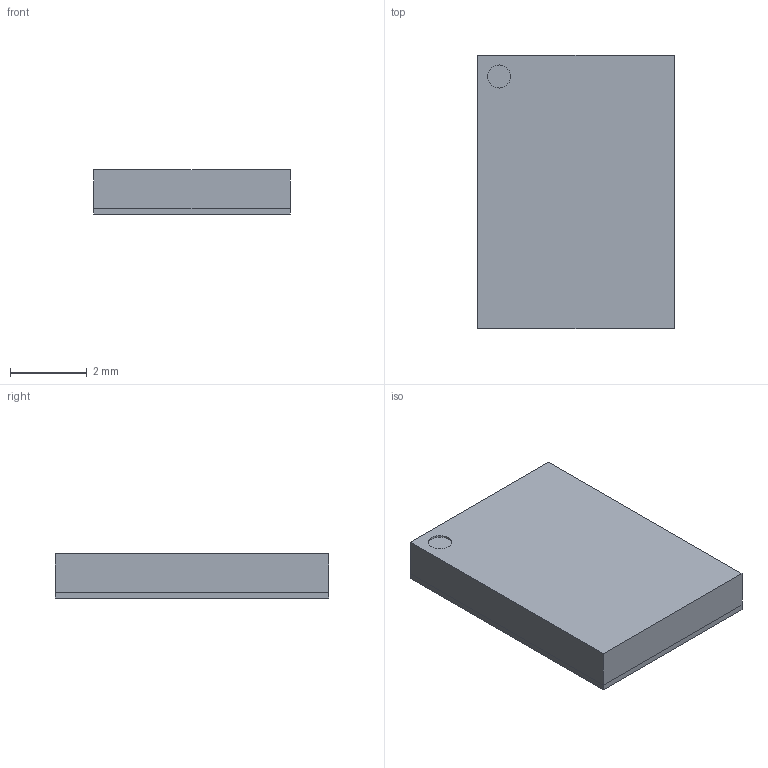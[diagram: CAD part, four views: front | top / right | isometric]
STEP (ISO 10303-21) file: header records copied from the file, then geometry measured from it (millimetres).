
FILE_DESCRIPTION(/* description */ (''),/* implementation_level */ '2;1');
FILE_NAME(/* name */ 'OSC_TEXAS_SIA0008B.stp',/* time_stamp */ '2016-03-08T10:30:01+01:00',/* author */ ('riccim'),/* organization */ (''),/* preprocessor_version */ 'ST-DEVELOPER v15.5',/* originating_system */ 'AutoCAD Mechanical',/* authorisation */ ' ');
FILE_SCHEMA (('AUTOMOTIVE_DESIGN { 1 0 10303 214 3 1 1 }'));
Length unit declared in the file: millimetre
Products named in the file (1): Product
Bounding box: 5.1 x 7.1 x 1.15 mm (x, y, z)
Volume: 41.6 mm3; surface area: 199.4 mm2
Topology: 10 solids, 10 shells, 102 faces, 219 edges, 146 vertices
Faces by surface type: plane 101, cylinder 1
Full cylindrical faces by diameter (mm): 0.6 x1
Entity records: 2737 total; most frequent: CARTESIAN_POINT 467, ORIENTED_EDGE 436, DIRECTION 426, EDGE_CURVE 218, LINE 216, VECTOR 216, VERTEX_POINT 146, EDGE_LOOP 112
